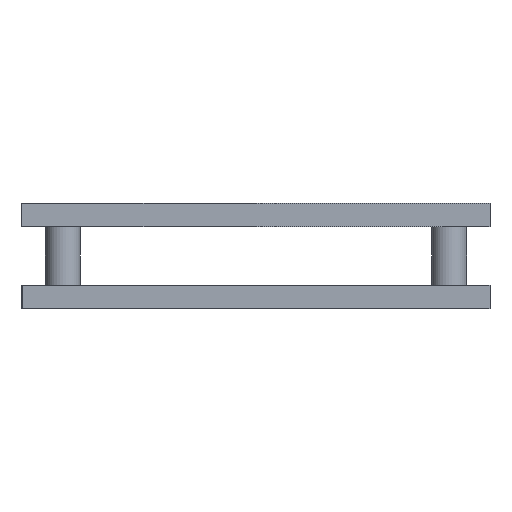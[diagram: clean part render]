
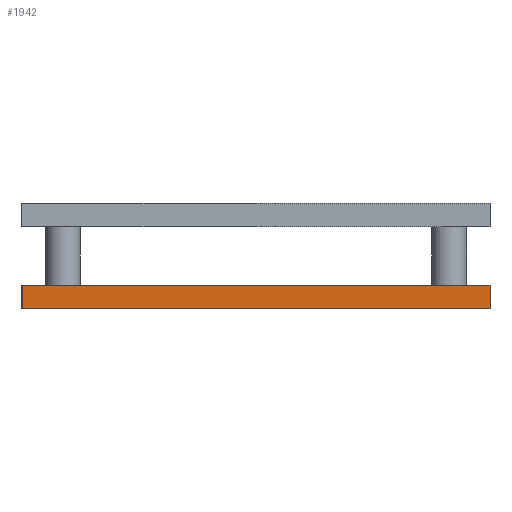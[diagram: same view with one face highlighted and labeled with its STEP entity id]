
A CAD part, front view. The second image highlights one B-rep face of the part: STEP entity #1942.
In plain terms, the highlighted planar face has unit normal (0, -1, 0).
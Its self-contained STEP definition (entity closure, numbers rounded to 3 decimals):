
#17 = VERTEX_POINT ( 'NONE', #2220 ) ;
#77 = CARTESIAN_POINT ( 'NONE',  ( 0., 0., 20. ) ) ;
#98 = CARTESIAN_POINT ( 'NONE',  ( 0., 0., 0. ) ) ;
#113 = DIRECTION ( 'NONE',  ( 1., 0., 0. ) ) ;
#177 = CARTESIAN_POINT ( 'NONE',  ( 0., 0., 20. ) ) ;
#190 = VERTEX_POINT ( 'NONE', #2273 ) ;
#201 = VERTEX_POINT ( 'NONE', #1605 ) ;
#209 = VERTEX_POINT ( 'NONE', #77 ) ;
#242 = EDGE_CURVE ( 'NONE', #190, #17, #2233, .T. ) ;
#331 = VECTOR ( 'NONE', #1254, 1000. ) ;
#368 = FACE_OUTER_BOUND ( 'NONE', #723, .T. ) ;
#383 = DIRECTION ( 'NONE',  ( 0., 0., -1. ) ) ;
#532 = LINE ( 'NONE', #1945, #331 ) ;
#582 = DIRECTION ( 'NONE',  ( 0., 1., 0. ) ) ;
#723 = EDGE_LOOP ( 'NONE', ( #1564, #934, #2559, #2117 ) ) ;
#850 = DIRECTION ( 'NONE',  ( 1., 0., 0. ) ) ;
#934 = ORIENTED_EDGE ( 'NONE', *, *, #1289, .F. ) ;
#1032 = CARTESIAN_POINT ( 'NONE',  ( 0., 0., 20. ) ) ;
#1070 = DIRECTION ( 'NONE',  ( 0., 0., 1. ) ) ;
#1254 = DIRECTION ( 'NONE',  ( 0., 0., -1. ) ) ;
#1289 = EDGE_CURVE ( 'NONE', #201, #17, #532, .T. ) ;
#1360 = VECTOR ( 'NONE', #113, 1000. ) ;
#1482 = EDGE_CURVE ( 'NONE', #209, #190, #2513, .T. ) ;
#1564 = ORIENTED_EDGE ( 'NONE', *, *, #242, .T. ) ;
#1605 = CARTESIAN_POINT ( 'NONE',  ( 400., 0., 20. ) ) ;
#1760 = VECTOR ( 'NONE', #850, 1000. ) ;
#1932 = VECTOR ( 'NONE', #383, 1000. ) ;
#1942 = ADVANCED_FACE ( 'NONE', ( #368 ), #2816, .F. ) ;
#1945 = CARTESIAN_POINT ( 'NONE',  ( 400., 0., 20. ) ) ;
#1947 = EDGE_CURVE ( 'NONE', #209, #201, #2067, .T. ) ;
#2067 = LINE ( 'NONE', #1032, #1760 ) ;
#2117 = ORIENTED_EDGE ( 'NONE', *, *, #1482, .T. ) ;
#2143 = CARTESIAN_POINT ( 'NONE',  ( 0., 0., 20. ) ) ;
#2220 = CARTESIAN_POINT ( 'NONE',  ( 400., 0., 0. ) ) ;
#2233 = LINE ( 'NONE', #98, #1360 ) ;
#2273 = CARTESIAN_POINT ( 'NONE',  ( 0., 0., 0. ) ) ;
#2513 = LINE ( 'NONE', #177, #1932 ) ;
#2559 = ORIENTED_EDGE ( 'NONE', *, *, #1947, .F. ) ;
#2675 = AXIS2_PLACEMENT_3D ( 'NONE', #2143, #582, #1070 ) ;
#2816 = PLANE ( 'NONE',  #2675 ) ;
